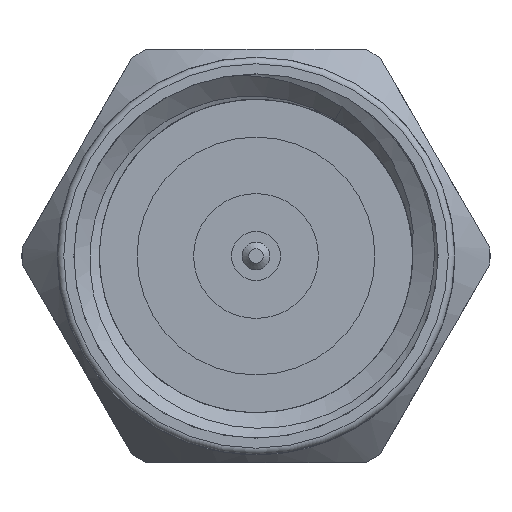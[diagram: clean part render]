
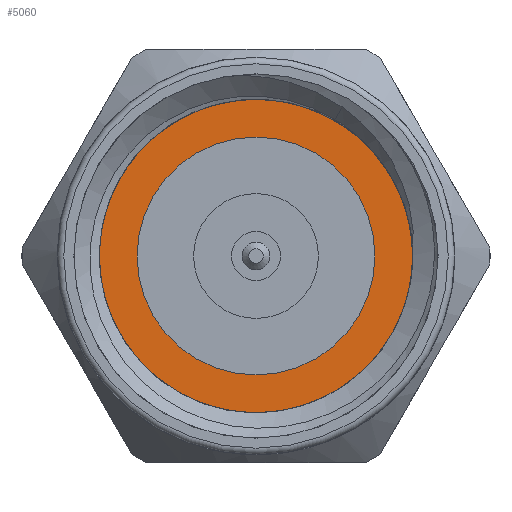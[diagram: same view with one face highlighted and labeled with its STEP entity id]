
A CAD part, left-side view. The second image highlights one B-rep face of the part: STEP entity #5060.
In plain terms, the highlighted planar face has unit normal (-1, 0, 0).
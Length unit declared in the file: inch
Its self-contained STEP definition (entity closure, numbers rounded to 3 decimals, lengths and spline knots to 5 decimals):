
#21 = CARTESIAN_POINT ( 'NONE',  ( 0.15, 0.10392, 0.07519 ) ) ;
#62 = CARTESIAN_POINT ( 'NONE',  ( 0.15, -0.11768, 0.07169 ) ) ;
#73 = ORIENTED_EDGE ( 'NONE', *, *, #345, .T. ) ;
#152 = B_SPLINE_CURVE_WITH_KNOTS ( 'NONE', 3,
 ( #5031, #424, #2674, #4516, #822, #4543, #1303, #361, #4093, #2700, #5949, #1837, #2713, #2834, #2356, #1380, #983, #1346, #5582, #4107, #5041, #3710, #1412, #3302, #1901, #954 ),
 .UNSPECIFIED., .F., .F.,
 ( 4, 2, 2, 2, 2, 2, 2, 2, 2, 2, 2, 2, 4 ),
 ( 0., 0.00096, 0.00191, 0.00239, 0.00287, 0.00335, 0.00383, 0.00431, 0.00478, 0.00574, 0.00622, 0.0067, 0.00765 ),
 .UNSPECIFIED. ) ;
#223 = CIRCLE ( 'NONE', #5963, 0.09 ) ;
#317 = CARTESIAN_POINT ( 'NONE',  ( 0.15, 0.09253, -0.07462 ) ) ;
#345 = EDGE_CURVE ( 'NONE', #5885, #1428, #152, .T. ) ;
#361 = CARTESIAN_POINT ( 'NONE',  ( 0.15, -0.06953, -0.10448 ) ) ;
#396 = CARTESIAN_POINT ( 'NONE',  ( 0.15, 0.0967, 0.08548 ) ) ;
#424 = CARTESIAN_POINT ( 'NONE',  ( 0.15, 0.01586, -0.11913 ) ) ;
#468 = CARTESIAN_POINT ( 'NONE',  ( 0.15, 0., 0. ) ) ;
#490 = CARTESIAN_POINT ( 'NONE',  ( 0.15, 0.11527, 0.05264 ) ) ;
#518 = CARTESIAN_POINT ( 'NONE',  ( 0.15, 0.10867, -0.05132 ) ) ;
#729 = EDGE_CURVE ( 'NONE', #919, #919, #223, .T. ) ;
#822 = CARTESIAN_POINT ( 'NONE',  ( 0.15, -0.03441, -0.11861 ) ) ;
#843 = EDGE_CURVE ( 'NONE', #4967, #2847, #4530, .T. ) ;
#855 = CARTESIAN_POINT ( 'NONE',  ( 0.15, 0.01137, 0.13479 ) ) ;
#865 = CARTESIAN_POINT ( 'NONE',  ( 0.15, 0.07616, -0.09126 ) ) ;
#886 = CARTESIAN_POINT ( 'NONE',  ( 0.15, 0.01767, 0.13372 ) ) ;
#919 = VERTEX_POINT ( 'NONE', #1494 ) ;
#954 = CARTESIAN_POINT ( 'NONE',  ( 0.15, -0.11768, 0.07169 ) ) ;
#983 = CARTESIAN_POINT ( 'NONE',  ( 0.15, -0.12301, -0.0441 ) ) ;
#1303 = CARTESIAN_POINT ( 'NONE',  ( 0.15, -0.05832, -0.11018 ) ) ;
#1307 = CARTESIAN_POINT ( 'NONE',  ( 0.15, 0.05339, 0.12193 ) ) ;
#1346 = CARTESIAN_POINT ( 'NONE',  ( 0.15, -0.12964, -0.02646 ) ) ;
#1380 = CARTESIAN_POINT ( 'NONE',  ( 0.15, -0.12039, -0.04982 ) ) ;
#1412 = CARTESIAN_POINT ( 'NONE',  ( 0.15, -0.13196, 0.0301 ) ) ;
#1428 = VERTEX_POINT ( 'NONE', #62 ) ;
#1494 = CARTESIAN_POINT ( 'NONE',  ( 0.15, 0.045, -0.07794 ) ) ;
#1786 = CARTESIAN_POINT ( 'NONE',  ( 0.15, 0., 0. ) ) ;
#1829 = CARTESIAN_POINT ( 'NONE',  ( 0.15, 0.06455, 0.1155 ) ) ;
#1837 = CARTESIAN_POINT ( 'NONE',  ( 0.15, -0.09909, -0.08099 ) ) ;
#1892 = CARTESIAN_POINT ( 'NONE',  ( 0.15, 0.12342, -0.00322 ) ) ;
#1901 = CARTESIAN_POINT ( 'NONE',  ( 0.15, -0.12363, 0.06045 ) ) ;
#2255 = CARTESIAN_POINT ( 'NONE',  ( 0.15, 0.11422, -0.03995 ) ) ;
#2299 = CARTESIAN_POINT ( 'NONE',  ( 0.15, 0.05704, -0.10429 ) ) ;
#2325 = DIRECTION ( 'NONE',  ( -1., 0., 0. ) ) ;
#2327 = DIRECTION ( 'NONE',  ( 0., -0.5, 0.866 ) ) ;
#2356 = CARTESIAN_POINT ( 'NONE',  ( 0.15, -0.11431, -0.0609 ) ) ;
#2358 = FACE_OUTER_BOUND ( 'NONE', #3355, .T. ) ;
#2378 = CARTESIAN_POINT ( 'NONE',  ( 0.15, 0.10715, 0.06981 ) ) ;
#2499 = ORIENTED_EDGE ( 'NONE', *, *, #3081, .T. ) ;
#2504 = B_SPLINE_CURVE_WITH_KNOTS ( 'NONE', 3,
 ( #4625, #3651, #317, #4169, #865, #3210, #2299, #4592, #4528, #5951 ),
 .UNSPECIFIED., .F., .F.,
 ( 4, 2, 2, 2, 4 ),
 ( 0., 0.00059, 0.00119, 0.00178, 0.00238 ),
 .UNSPECIFIED. ) ;
#2674 = CARTESIAN_POINT ( 'NONE',  ( 0.15, 0.00344, -0.12099 ) ) ;
#2700 = CARTESIAN_POINT ( 'NONE',  ( 0.15, -0.08516, -0.09388 ) ) ;
#2713 = CARTESIAN_POINT ( 'NONE',  ( 0.15, -0.10324, -0.07629 ) ) ;
#2725 = CARTESIAN_POINT ( 'NONE',  ( 0.15, 0.1013, -0.06171 ) ) ;
#2769 = CARTESIAN_POINT ( 'NONE',  ( 0.15, -0.00746, 0.13664 ) ) ;
#2834 = CARTESIAN_POINT ( 'NONE',  ( 0.15, -0.11084, -0.06627 ) ) ;
#2847 = VERTEX_POINT ( 'NONE', #2725 ) ;
#2864 = DIRECTION ( 'NONE',  ( 0., -0.5, 0.866 ) ) ;
#2894 = ORIENTED_EDGE ( 'NONE', *, *, #729, .T. ) ;
#3081 = EDGE_CURVE ( 'NONE', #2847, #5885, #2504, .T. ) ;
#3167 = CARTESIAN_POINT ( 'NONE',  ( 0.15, 0.09266, 0.09042 ) ) ;
#3210 = CARTESIAN_POINT ( 'NONE',  ( 0.15, 0.06367, -0.10038 ) ) ;
#3264 = CARTESIAN_POINT ( 'NONE',  ( 0.15, -0.03252, 0.1339 ) ) ;
#3302 = CARTESIAN_POINT ( 'NONE',  ( 0.15, -0.12796, 0.04853 ) ) ;
#3355 = EDGE_LOOP ( 'NONE', ( #3787, #4395, #2499, #73 ) ) ;
#3378 = EDGE_CURVE ( 'NONE', #1428, #4967, #4575, .T. ) ;
#3618 = CARTESIAN_POINT ( 'NONE',  ( 0.15, 0.02799, -0.11527 ) ) ;
#3651 = CARTESIAN_POINT ( 'NONE',  ( 0.15, 0.09724, -0.06838 ) ) ;
#3660 = DIRECTION ( 'NONE',  ( 0., 0.5, -0.866 ) ) ;
#3670 = CARTESIAN_POINT ( 'NONE',  ( 0.15, -0.02, 0.13616 ) ) ;
#3710 = CARTESIAN_POINT ( 'NONE',  ( 0.15, -0.13287, 0.02378 ) ) ;
#3712 = CARTESIAN_POINT ( 'NONE',  ( 0.15, -0.03252, 0.1339 ) ) ;
#3772 = DIRECTION ( 'NONE',  ( -1., 0., 0. ) ) ;
#3787 = ORIENTED_EDGE ( 'NONE', *, *, #3378, .T. ) ;
#3801 = FACE_BOUND ( 'NONE', #4259, .T. ) ;
#4093 = CARTESIAN_POINT ( 'NONE',  ( 0.15, -0.0749, -0.10122 ) ) ;
#4107 = CARTESIAN_POINT ( 'NONE',  ( 0.15, -0.13375, 0.00488 ) ) ;
#4156 = CARTESIAN_POINT ( 'NONE',  ( 0.15, 0.12163, -0.01564 ) ) ;
#4169 = CARTESIAN_POINT ( 'NONE',  ( 0.15, 0.08203, -0.08603 ) ) ;
#4259 = EDGE_LOOP ( 'NONE', ( #2894 ) ) ;
#4395 = ORIENTED_EDGE ( 'NONE', *, *, #843, .T. ) ;
#4516 = CARTESIAN_POINT ( 'NONE',  ( 0.15, -0.02195, -0.12076 ) ) ;
#4528 = CARTESIAN_POINT ( 'NONE',  ( 0.15, 0.03558, -0.11342 ) ) ;
#4530 = B_SPLINE_CURVE_WITH_KNOTS ( 'NONE', 3,
 ( #3264, #3670, #2769, #855, #886, #4642, #5485, #1307, #1829, #4671, #5968, #3167, #396, #21, #2378, #5514, #490, #5126, #5155, #1892, #4156, #2255, #518, #5602 ),
 .UNSPECIFIED., .F., .F.,
 ( 4, 2, 2, 2, 2, 2, 2, 2, 2, 2, 2, 4 ),
 ( 0., 0.00096, 0.00143, 0.00191, 0.00287, 0.00334, 0.00382, 0.0043, 0.00478, 0.00573, 0.00669, 0.00765 ),
 .UNSPECIFIED. ) ;
#4543 = CARTESIAN_POINT ( 'NONE',  ( 0.15, -0.05244, -0.11264 ) ) ;
#4575 = CIRCLE ( 'NONE', #5734, 0.1378 ) ;
#4592 = CARTESIAN_POINT ( 'NONE',  ( 0.15, 0.043, -0.11082 ) ) ;
#4625 = CARTESIAN_POINT ( 'NONE',  ( 0.15, 0.1013, -0.06171 ) ) ;
#4642 = CARTESIAN_POINT ( 'NONE',  ( 0.15, 0.02991, 0.13076 ) ) ;
#4671 = CARTESIAN_POINT ( 'NONE',  ( 0.15, 0.07932, 0.10385 ) ) ;
#4967 = VERTEX_POINT ( 'NONE', #3712 ) ;
#5031 = CARTESIAN_POINT ( 'NONE',  ( 0.15, 0.02799, -0.11527 ) ) ;
#5041 = CARTESIAN_POINT ( 'NONE',  ( 0.15, -0.13376, 0.01117 ) ) ;
#5060 = ADVANCED_FACE ( 'NONE', ( #3801, #2358 ), #6041, .T. ) ;
#5126 = CARTESIAN_POINT ( 'NONE',  ( 0.15, 0.12113, 0.03464 ) ) ;
#5155 = CARTESIAN_POINT ( 'NONE',  ( 0.15, 0.12318, 0.02219 ) ) ;
#5195 = CARTESIAN_POINT ( 'NONE',  ( 0.15, 0., 0. ) ) ;
#5262 = AXIS2_PLACEMENT_3D ( 'NONE', #5195, #2325, #2864 ) ;
#5445 = DIRECTION ( 'NONE',  ( 1., 0., 0. ) ) ;
#5485 = CARTESIAN_POINT ( 'NONE',  ( 0.15, 0.03589, 0.12887 ) ) ;
#5514 = CARTESIAN_POINT ( 'NONE',  ( 0.15, 0.11283, 0.05857 ) ) ;
#5582 = CARTESIAN_POINT ( 'NONE',  ( 0.15, -0.13239, -0.01389 ) ) ;
#5602 = CARTESIAN_POINT ( 'NONE',  ( 0.15, 0.1013, -0.06171 ) ) ;
#5734 = AXIS2_PLACEMENT_3D ( 'NONE', #468, #3772, #2327 ) ;
#5885 = VERTEX_POINT ( 'NONE', #3618 ) ;
#5949 = CARTESIAN_POINT ( 'NONE',  ( 0.15, -0.09007, -0.08977 ) ) ;
#5951 = CARTESIAN_POINT ( 'NONE',  ( 0.15, 0.02799, -0.11527 ) ) ;
#5963 = AXIS2_PLACEMENT_3D ( 'NONE', #1786, #5445, #3660 ) ;
#5968 = CARTESIAN_POINT ( 'NONE',  ( 0.15, 0.08396, 0.09961 ) ) ;
#6041 = PLANE ( 'NONE',  #5262 ) ;
